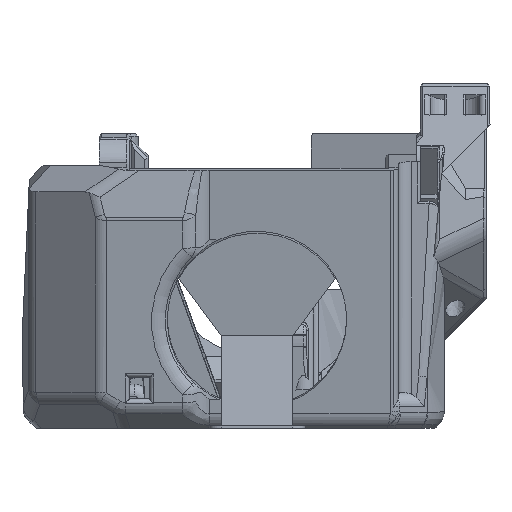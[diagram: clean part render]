
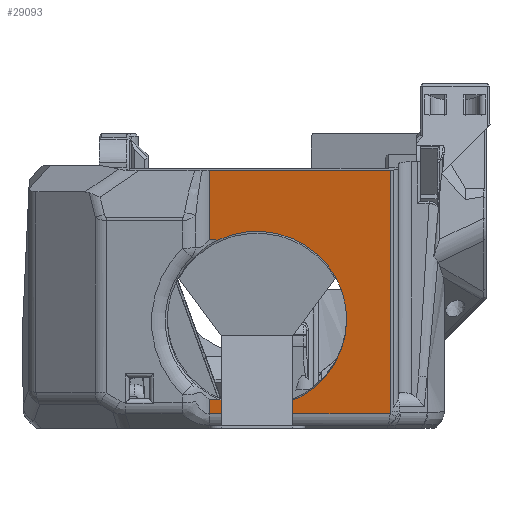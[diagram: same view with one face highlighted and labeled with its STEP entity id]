
A CAD part, left-side view. The second image highlights one B-rep face of the part: STEP entity #29093.
In plain terms, the highlighted planar face has unit normal (-0.985, 0, -0.174).
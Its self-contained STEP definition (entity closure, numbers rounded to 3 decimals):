
#651=ELLIPSE('',#31398,1.92,1.);
#1267=B_SPLINE_CURVE_WITH_KNOTS('',3,(#49748,#49749,#49750,#49751),
 .UNSPECIFIED.,.F.,.F.,(4,4),(0.,0.001),.UNSPECIFIED.);
#1275=B_SPLINE_CURVE_WITH_KNOTS('',3,(#49900,#49901,#49902,#49903),
 .UNSPECIFIED.,.F.,.F.,(4,4),(0.,0.001),.UNSPECIFIED.);
#2182=CIRCLE('',#31399,14.);
#7139=ORIENTED_EDGE('',*,*,#14238,.T.);
#7140=ORIENTED_EDGE('',*,*,#14304,.T.);
#7141=ORIENTED_EDGE('',*,*,#14302,.F.);
#7142=ORIENTED_EDGE('',*,*,#14305,.F.);
#7143=ORIENTED_EDGE('',*,*,#14306,.T.);
#7144=ORIENTED_EDGE('',*,*,#14307,.T.);
#7145=ORIENTED_EDGE('',*,*,#14308,.T.);
#7146=ORIENTED_EDGE('',*,*,#14241,.T.);
#7147=ORIENTED_EDGE('',*,*,#14239,.T.);
#14238=EDGE_CURVE('',#17900,#17972,#20393,.T.);
#14239=EDGE_CURVE('',#17973,#17900,#20394,.F.);
#14241=EDGE_CURVE('',#17974,#17973,#1267,.T.);
#14302=EDGE_CURVE('',#18015,#18016,#20438,.F.);
#14304=EDGE_CURVE('',#17972,#18016,#651,.F.);
#14305=EDGE_CURVE('',#18017,#18015,#20439,.T.);
#14306=EDGE_CURVE('',#18017,#18018,#20440,.F.);
#14307=EDGE_CURVE('',#18018,#18019,#1275,.F.);
#14308=EDGE_CURVE('',#18019,#17974,#2182,.T.);
#17900=VERTEX_POINT('',#49465);
#17972=VERTEX_POINT('',#49715);
#17973=VERTEX_POINT('',#49719);
#17974=VERTEX_POINT('',#49752);
#18015=VERTEX_POINT('',#49890);
#18016=VERTEX_POINT('',#49892);
#18017=VERTEX_POINT('',#49897);
#18018=VERTEX_POINT('',#49899);
#18019=VERTEX_POINT('',#49904);
#20393=LINE('',#49716,#22829);
#20394=LINE('',#49718,#22830);
#20438=LINE('',#49891,#22874);
#20439=LINE('',#49896,#22875);
#20440=LINE('',#49898,#22876);
#22829=VECTOR('',#36527,1000.);
#22830=VECTOR('',#36530,1000.);
#22874=VECTOR('',#36622,1000.);
#22875=VECTOR('',#36629,1000.);
#22876=VECTOR('',#36630,1000.);
#24656=EDGE_LOOP('',(#7139,#7140,#7141,#7142,#7143,#7144,#7145,#7146,#7147));
#26470=FACE_BOUND('',#24656,.T.);
#27905=PLANE('',#31397);
#29093=ADVANCED_FACE('',(#26470),#27905,.F.);
#31397=AXIS2_PLACEMENT_3D('',#49894,#36625,#36626);
#31398=AXIS2_PLACEMENT_3D('',#49895,#36627,#36628);
#31399=AXIS2_PLACEMENT_3D('',#49905,#36631,#36632);
#36527=DIRECTION('',(0.,-1.,0.));
#36530=DIRECTION('',(-0.174,0.,0.985));
#36622=DIRECTION('',(-0.174,0.,0.985));
#36625=DIRECTION('',(0.985,0.,0.174));
#36626=DIRECTION('',(-0.174,0.,0.985));
#36627=DIRECTION('',(0.985,0.,0.174));
#36628=DIRECTION('',(0.126,-0.686,-0.716));
#36629=DIRECTION('',(0.,-1.,0.));
#36630=DIRECTION('',(-0.174,0.,0.985));
#36631=DIRECTION('',(0.985,0.,0.174));
#36632=DIRECTION('',(-0.174,0.,0.985));
#49465=CARTESIAN_POINT('',(-27.864,12.27,2.262));
#49715=CARTESIAN_POINT('',(-27.864,-15.951,2.262));
#49716=CARTESIAN_POINT('',(-27.864,-14.655,2.262));
#49718=CARTESIAN_POINT('',(-31.185,12.27,21.099));
#49719=CARTESIAN_POINT('',(-28.255,12.27,4.482));
#49748=CARTESIAN_POINT('',(-28.27,10.952,4.562));
#49749=CARTESIAN_POINT('',(-28.27,11.393,4.564));
#49750=CARTESIAN_POINT('',(-28.265,11.833,4.537));
#49751=CARTESIAN_POINT('',(-28.255,12.27,4.482));
#49752=CARTESIAN_POINT('',(-28.27,10.952,4.562));
#49890=CARTESIAN_POINT('',(-34.572,-16.002,40.304));
#49891=CARTESIAN_POINT('',(-7.663,-16.002,-112.301));
#49892=CARTESIAN_POINT('',(-27.916,-16.002,2.558));
#49894=CARTESIAN_POINT('',(-31.185,24.853,21.099));
#49895=CARTESIAN_POINT('',(-28.071,-14.497,3.435));
#49896=CARTESIAN_POINT('',(-34.572,24.853,40.304));
#49897=CARTESIAN_POINT('',(-34.572,12.27,40.304));
#49898=CARTESIAN_POINT('',(-31.185,12.27,21.099));
#49899=CARTESIAN_POINT('',(-32.66,12.27,29.463));
#49900=CARTESIAN_POINT('',(-32.646,10.952,29.383));
#49901=CARTESIAN_POINT('',(-32.646,11.393,29.381));
#49902=CARTESIAN_POINT('',(-32.651,11.833,29.409));
#49903=CARTESIAN_POINT('',(-32.66,12.27,29.463));
#49904=CARTESIAN_POINT('',(-32.646,10.952,29.383));
#49905=CARTESIAN_POINT('',(-30.458,4.853,16.973));
